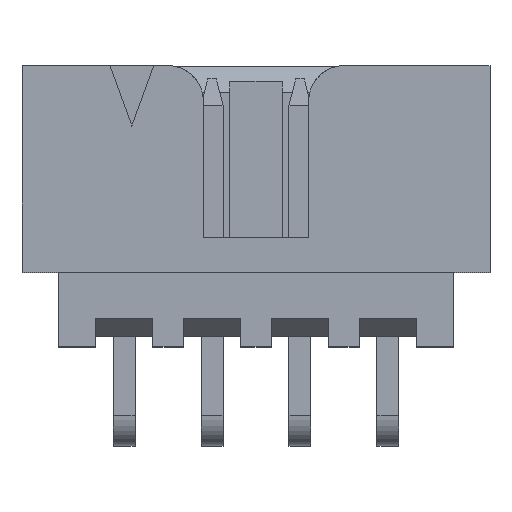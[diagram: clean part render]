
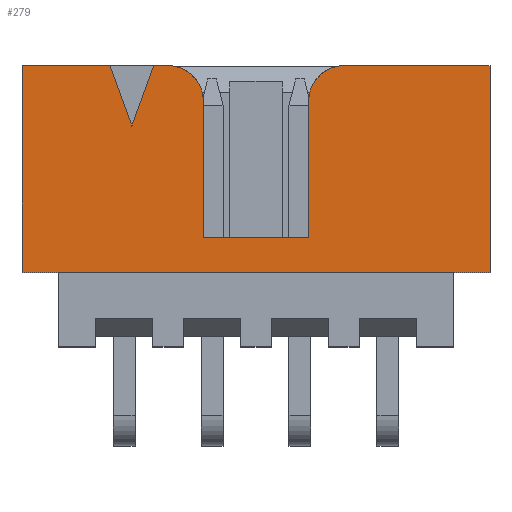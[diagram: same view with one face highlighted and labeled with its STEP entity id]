
A CAD part, top view. The second image highlights one B-rep face of the part: STEP entity #279.
In plain terms, the highlighted planar face has unit normal (0, 0, 1).
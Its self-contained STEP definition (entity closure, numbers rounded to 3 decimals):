
#279=ADVANCED_FACE('',(#802),#803,.T.);
#802=FACE_OUTER_BOUND('',#1397,.T.);
#803=PLANE('',#1398);
#1397=EDGE_LOOP('',(#3313,#3314,#3315,#3316,#3317,#3318,#3319,#3320,#3321,#3322,#3323,#3324,#3325));
#1398=AXIS2_PLACEMENT_3D('',#3326,#3327,#3328);
#3313=ORIENTED_EDGE('',*,*,#3922,.T.);
#3314=ORIENTED_EDGE('',*,*,#3894,.T.);
#3315=ORIENTED_EDGE('',*,*,#4499,.T.);
#3316=ORIENTED_EDGE('',*,*,#3928,.T.);
#3317=ORIENTED_EDGE('',*,*,#3914,.T.);
#3318=ORIENTED_EDGE('',*,*,#4501,.T.);
#3319=ORIENTED_EDGE('',*,*,#4502,.F.);
#3320=ORIENTED_EDGE('',*,*,#3977,.F.);
#3321=ORIENTED_EDGE('',*,*,#4503,.F.);
#3322=ORIENTED_EDGE('',*,*,#4504,.T.);
#3323=ORIENTED_EDGE('',*,*,#3917,.T.);
#3324=ORIENTED_EDGE('',*,*,#4505,.F.);
#3325=ORIENTED_EDGE('',*,*,#4506,.F.);
#3326=CARTESIAN_POINT('',(0.0,0.0,3.15));
#3327=DIRECTION('',(0.0,0.0,1.0));
#3328=DIRECTION('',(1.0,0.0,0.0));
#3894=EDGE_CURVE('',#4680,#4678,#4681,.T.);
#3914=EDGE_CURVE('',#4708,#4716,#4718,.T.);
#3917=EDGE_CURVE('',#4724,#4722,#4725,.T.);
#3922=EDGE_CURVE('',#4733,#4680,#4734,.T.);
#3928=EDGE_CURVE('',#4744,#4708,#4745,.T.);
#3977=EDGE_CURVE('',#4835,#4837,#4838,.T.);
#4499=EDGE_CURVE('',#4678,#4744,#5693,.T.);
#4501=EDGE_CURVE('',#4716,#5695,#5696,.T.);
#4502=EDGE_CURVE('',#4837,#5695,#5697,.T.);
#4503=EDGE_CURVE('',#5698,#4835,#5699,.T.);
#4504=EDGE_CURVE('',#5698,#4724,#5700,.T.);
#4505=EDGE_CURVE('',#5701,#4722,#5702,.T.);
#4506=EDGE_CURVE('',#4733,#5701,#5703,.T.);
#4678=VERTEX_POINT('',#5879);
#4680=VERTEX_POINT('',#5882);
#4681=LINE('',#5883,#5884);
#4708=VERTEX_POINT('',#5925);
#4716=VERTEX_POINT('',#5937);
#4718=LINE('',#5940,#5941);
#4722=VERTEX_POINT('',#5946);
#4724=VERTEX_POINT('',#5949);
#4725=LINE('',#5950,#5951);
#4733=VERTEX_POINT('',#5963);
#4734=LINE('',#5964,#5965);
#4744=VERTEX_POINT('',#5980);
#4745=LINE('',#5981,#5982);
#4835=VERTEX_POINT('',#6119);
#4837=VERTEX_POINT('',#6122);
#4838=LINE('',#6123,#6124);
#5693=LINE('',#7468,#7469);
#5695=VERTEX_POINT('',#7472);
#5696=CIRCLE('',#7473,0.8);
#5697=LINE('',#7474,#7475);
#5698=VERTEX_POINT('',#7476);
#5699=LINE('',#7477,#7478);
#5700=CIRCLE('',#7479,0.8);
#5701=VERTEX_POINT('',#7480);
#5702=LINE('',#7481,#7482);
#5703=LINE('',#7483,#7484);
#5879=CARTESIAN_POINT('',(-5.325,-1.5,3.15));
#5882=CARTESIAN_POINT('',(-5.325,3.2,3.15));
#5883=CARTESIAN_POINT('',(-5.325,3.2,3.15));
#5884=VECTOR('',#7770,4.7);
#5925=CARTESIAN_POINT('',(5.325,3.2,3.15));
#5937=CARTESIAN_POINT('',(2.0,3.2,3.15));
#5940=CARTESIAN_POINT('',(5.325,3.2,3.15));
#5941=VECTOR('',#7790,3.325);
#5946=CARTESIAN_POINT('',(-2.325,3.2,3.15));
#5949=CARTESIAN_POINT('',(-2.0,3.2,3.15));
#5950=CARTESIAN_POINT('',(-2.0,3.2,3.15));
#5951=VECTOR('',#7793,0.325);
#5963=CARTESIAN_POINT('',(-3.325,3.2,3.15));
#5964=CARTESIAN_POINT('',(-3.325,3.2,3.15));
#5965=VECTOR('',#7798,2.0);
#5980=CARTESIAN_POINT('',(5.325,-1.5,3.15));
#5981=CARTESIAN_POINT('',(5.325,-1.5,3.15));
#5982=VECTOR('',#7804,4.7);
#6119=CARTESIAN_POINT('',(-1.2,-0.7,3.15));
#6122=CARTESIAN_POINT('',(1.2,-0.7,3.15));
#6123=CARTESIAN_POINT('',(-1.2,-0.7,3.15));
#6124=VECTOR('',#7853,2.4);
#7468=CARTESIAN_POINT('',(-5.325,-1.5,3.15));
#7469=VECTOR('',#8439,10.65);
#7472=CARTESIAN_POINT('',(1.2,2.4,3.15));
#7473=AXIS2_PLACEMENT_3D('',#8441,#8442,#8443);
#7474=CARTESIAN_POINT('',(1.2,-0.7,3.15));
#7475=VECTOR('',#8444,3.1);
#7476=CARTESIAN_POINT('',(-1.2,2.4,3.15));
#7477=CARTESIAN_POINT('',(-1.2,2.4,3.15));
#7478=VECTOR('',#8445,3.1);
#7479=AXIS2_PLACEMENT_3D('',#8446,#8447,#8448);
#7480=CARTESIAN_POINT('',(-2.825,1.826,3.15));
#7481=CARTESIAN_POINT('',(-2.825,1.826,3.15));
#7482=VECTOR('',#8449,1.462);
#7483=CARTESIAN_POINT('',(-3.325,3.2,3.15));
#7484=VECTOR('',#8450,1.462);
#7770=DIRECTION('',(0.0,-1.0,0.0));
#7790=DIRECTION('',(-1.0,0.0,0.0));
#7793=DIRECTION('',(-1.0,0.0,0.0));
#7798=DIRECTION('',(-1.0,0.0,0.0));
#7804=DIRECTION('',(0.0,1.0,0.0));
#7853=DIRECTION('',(1.0,0.0,0.0));
#8439=DIRECTION('',(1.0,0.0,0.0));
#8441=CARTESIAN_POINT('',(2.0,2.4,3.15));
#8442=DIRECTION('',(0.0,-0.0,1.0));
#8443=DIRECTION('',(0.0,1.0,0.0));
#8444=DIRECTION('',(0.0,1.0,0.0));
#8445=DIRECTION('',(0.0,-1.0,0.0));
#8446=CARTESIAN_POINT('',(-2.0,2.4,3.15));
#8447=DIRECTION('',(0.0,0.0,1.0));
#8448=DIRECTION('',(1.0,0.0,0.0));
#8449=DIRECTION('',(0.342,0.94,0.0));
#8450=DIRECTION('',(0.342,-0.94,0.0));
